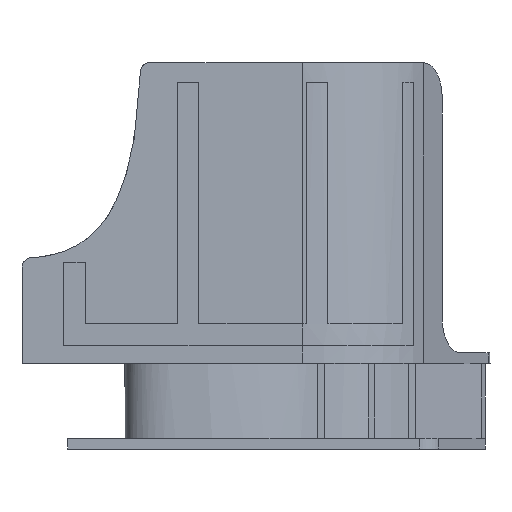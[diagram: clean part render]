
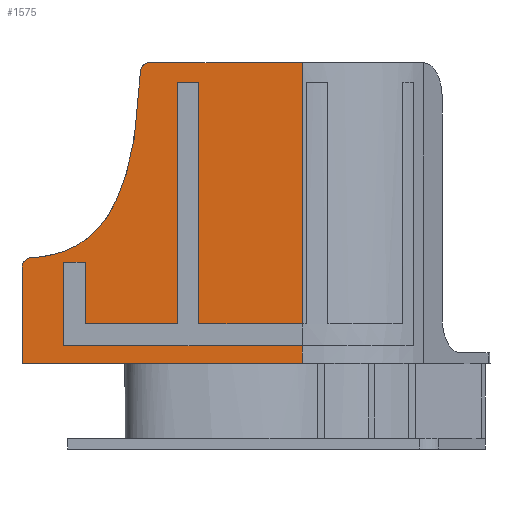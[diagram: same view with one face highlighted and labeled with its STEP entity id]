
A CAD part, top view. The second image highlights one B-rep face of the part: STEP entity #1575.
In plain terms, the highlighted planar face has unit normal (0, 0, 1).
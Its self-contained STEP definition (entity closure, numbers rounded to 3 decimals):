
#48=(
BOUNDED_CURVE()
B_SPLINE_CURVE(5,(#3168,#3169,#3170,#3171,#3172,#3173,#3174,#3175,#3176,
#3177),.UNSPECIFIED.,.F.,.F.)
B_SPLINE_CURVE_WITH_KNOTS((6,1,1,1,1,6),(-0.955,-0.8,-0.6,-0.4,
-0.2,-0.028),.UNSPECIFIED.)
CURVE()
GEOMETRIC_REPRESENTATION_ITEM()
RATIONAL_B_SPLINE_CURVE((1.,1.,1.,1.,1.,1.,1.,1.,1.,1.))
REPRESENTATION_ITEM('')
);
#83=B_SPLINE_CURVE_WITH_KNOTS('',3,(#3160,#3161,#3162,#3163,#3164,#3165,
#3166),.UNSPECIFIED.,.F.,.F.,(4,3,4),(0.,0.191,0.334),
 .UNSPECIFIED.);
#84=B_SPLINE_CURVE_WITH_KNOTS('',3,(#3179,#3180,#3181,#3182,#3183,#3184,
#3185,#3186,#3187,#3188),.UNSPECIFIED.,.F.,.F.,(4,2,2,2,4),(0.,0.079,
0.161,0.249,0.339),.UNSPECIFIED.);
#133=FACE_OUTER_BOUND('',#218,.T.);
#218=EDGE_LOOP('',(#1197,#1198,#1199,#1200,#1201,#1202,#1203,#1204,#1205,
#1206,#1207,#1208,#1209,#1210,#1211,#1212,#1213));
#351=LINE('',#2833,#508);
#361=LINE('',#3102,#518);
#365=LINE('',#3110,#522);
#368=LINE('',#3116,#525);
#371=LINE('',#3122,#528);
#374=LINE('',#3128,#531);
#377=LINE('',#3134,#534);
#380=LINE('',#3140,#537);
#386=LINE('',#3152,#543);
#387=LINE('',#3154,#544);
#388=LINE('',#3156,#545);
#389=LINE('',#3158,#546);
#390=LINE('',#3189,#547);
#391=LINE('',#3190,#548);
#508=VECTOR('',#1855,10.);
#518=VECTOR('',#1875,10.);
#522=VECTOR('',#1881,10.);
#525=VECTOR('',#1886,10.);
#528=VECTOR('',#1891,10.);
#531=VECTOR('',#1896,10.);
#534=VECTOR('',#1901,10.);
#537=VECTOR('',#1906,10.);
#543=VECTOR('',#1916,10.);
#544=VECTOR('',#1917,10.);
#545=VECTOR('',#1918,10.);
#546=VECTOR('',#1919,10.);
#547=VECTOR('',#1920,10.);
#548=VECTOR('',#1921,10.);
#677=VERTEX_POINT('',#2830);
#678=VERTEX_POINT('',#2832);
#692=VERTEX_POINT('',#3100);
#693=VERTEX_POINT('',#3101);
#696=VERTEX_POINT('',#3109);
#698=VERTEX_POINT('',#3115);
#700=VERTEX_POINT('',#3121);
#702=VERTEX_POINT('',#3127);
#704=VERTEX_POINT('',#3133);
#706=VERTEX_POINT('',#3139);
#710=VERTEX_POINT('',#3151);
#711=VERTEX_POINT('',#3153);
#712=VERTEX_POINT('',#3155);
#713=VERTEX_POINT('',#3157);
#714=VERTEX_POINT('',#3159);
#715=VERTEX_POINT('',#3167);
#716=VERTEX_POINT('',#3178);
#853=EDGE_CURVE('',#678,#677,#351,.T.);
#871=EDGE_CURVE('',#692,#693,#361,.T.);
#875=EDGE_CURVE('',#693,#696,#365,.T.);
#878=EDGE_CURVE('',#696,#698,#368,.T.);
#881=EDGE_CURVE('',#698,#700,#371,.T.);
#884=EDGE_CURVE('',#700,#702,#374,.T.);
#887=EDGE_CURVE('',#702,#704,#377,.T.);
#890=EDGE_CURVE('',#704,#706,#380,.T.);
#896=EDGE_CURVE('',#710,#692,#386,.T.);
#897=EDGE_CURVE('',#706,#711,#387,.T.);
#898=EDGE_CURVE('',#711,#712,#388,.T.);
#899=EDGE_CURVE('',#713,#712,#389,.T.);
#900=EDGE_CURVE('',#714,#713,#83,.T.);
#901=EDGE_CURVE('',#714,#715,#48,.T.);
#902=EDGE_CURVE('',#716,#715,#84,.T.);
#903=EDGE_CURVE('',#678,#716,#390,.T.);
#904=EDGE_CURVE('',#677,#710,#391,.T.);
#1197=ORIENTED_EDGE('',*,*,#896,.T.);
#1198=ORIENTED_EDGE('',*,*,#871,.T.);
#1199=ORIENTED_EDGE('',*,*,#875,.T.);
#1200=ORIENTED_EDGE('',*,*,#878,.T.);
#1201=ORIENTED_EDGE('',*,*,#881,.T.);
#1202=ORIENTED_EDGE('',*,*,#884,.T.);
#1203=ORIENTED_EDGE('',*,*,#887,.T.);
#1204=ORIENTED_EDGE('',*,*,#890,.T.);
#1205=ORIENTED_EDGE('',*,*,#897,.T.);
#1206=ORIENTED_EDGE('',*,*,#898,.T.);
#1207=ORIENTED_EDGE('',*,*,#899,.F.);
#1208=ORIENTED_EDGE('',*,*,#900,.F.);
#1209=ORIENTED_EDGE('',*,*,#901,.T.);
#1210=ORIENTED_EDGE('',*,*,#902,.F.);
#1211=ORIENTED_EDGE('',*,*,#903,.F.);
#1212=ORIENTED_EDGE('',*,*,#853,.T.);
#1213=ORIENTED_EDGE('',*,*,#904,.T.);
#1515=PLANE('',#1684);
#1575=ADVANCED_FACE('',(#133),#1515,.T.);
#1684=AXIS2_PLACEMENT_3D('',#3150,#1914,#1915);
#1855=DIRECTION('',(1.,0.,0.));
#1875=DIRECTION('',(0.,1.,0.));
#1881=DIRECTION('',(1.,0.,0.));
#1886=DIRECTION('',(0.,-1.,0.));
#1891=DIRECTION('',(1.,0.,0.));
#1896=DIRECTION('',(0.,1.,0.));
#1901=DIRECTION('',(1.,0.,0.));
#1906=DIRECTION('',(0.,-1.,0.));
#1914=DIRECTION('center_axis',(0.,0.,1.));
#1915=DIRECTION('ref_axis',(1.,0.,0.));
#1916=DIRECTION('',(-1.,0.,0.));
#1917=DIRECTION('',(1.,0.,0.));
#1918=DIRECTION('',(0.,1.,0.));
#1919=DIRECTION('',(1.,0.,0.));
#1920=DIRECTION('',(0.,1.,0.));
#1921=DIRECTION('',(0.,1.,0.));
#2830=CARTESIAN_POINT('',(30.633,0.,51.196));
#2832=CARTESIAN_POINT('',(-33.217,0.,51.196));
#2833=CARTESIAN_POINT('',(-33.217,0.,51.196));
#3100=CARTESIAN_POINT('',(-23.717,4.,51.196));
#3101=CARTESIAN_POINT('',(-23.717,23.,51.196));
#3102=CARTESIAN_POINT('',(-23.717,11.5,51.196));
#3109=CARTESIAN_POINT('',(-18.817,23.,51.196));
#3110=CARTESIAN_POINT('',(-26.017,23.,51.196));
#3115=CARTESIAN_POINT('',(-18.817,9.,51.196));
#3116=CARTESIAN_POINT('',(-18.817,4.5,51.196));
#3121=CARTESIAN_POINT('',(2.183,9.,51.196));
#3122=CARTESIAN_POINT('',(-15.517,9.,51.196));
#3127=CARTESIAN_POINT('',(2.183,64.,51.196));
#3128=CARTESIAN_POINT('',(2.183,32.,51.196));
#3133=CARTESIAN_POINT('',(7.083,64.,51.196));
#3134=CARTESIAN_POINT('',(-13.067,64.,51.196));
#3139=CARTESIAN_POINT('',(7.083,9.,51.196));
#3140=CARTESIAN_POINT('',(7.083,4.5,51.196));
#3150=CARTESIAN_POINT('Origin',(-33.217,0.,51.196));
#3151=CARTESIAN_POINT('',(30.633,4.,51.196));
#3152=CARTESIAN_POINT('',(-28.467,4.,51.196));
#3153=CARTESIAN_POINT('',(30.633,9.,51.196));
#3154=CARTESIAN_POINT('',(-1.292,9.,51.196));
#3155=CARTESIAN_POINT('',(30.633,68.5,51.196));
#3156=CARTESIAN_POINT('',(30.633,0.,51.196));
#3157=CARTESIAN_POINT('',(-4.093,68.5,51.196));
#3158=CARTESIAN_POINT('',(-33.217,68.5,51.196));
#3159=CARTESIAN_POINT('',(-6.242,66.4,51.196));
#3160=CARTESIAN_POINT('Ctrl Pts',(-6.242,66.4,51.196));
#3161=CARTESIAN_POINT('Ctrl Pts',(-6.227,67.033,51.196));
#3162=CARTESIAN_POINT('Ctrl Pts',(-5.914,67.654,51.196));
#3163=CARTESIAN_POINT('Ctrl Pts',(-5.417,68.044,51.196));
#3164=CARTESIAN_POINT('Ctrl Pts',(-5.044,68.337,51.196));
#3165=CARTESIAN_POINT('Ctrl Pts',(-4.568,68.5,51.196));
#3166=CARTESIAN_POINT('Ctrl Pts',(-4.093,68.5,51.196));
#3167=CARTESIAN_POINT('',(-31.038,24.063,51.196));
#3168=CARTESIAN_POINT('Ctrl Pts',(-6.242,66.4,51.196));
#3169=CARTESIAN_POINT('Ctrl Pts',(-6.277,64.912,51.196));
#3170=CARTESIAN_POINT('Ctrl Pts',(-6.424,61.345,51.196));
#3171=CARTESIAN_POINT('Ctrl Pts',(-6.906,55.222,51.196));
#3172=CARTESIAN_POINT('Ctrl Pts',(-8.196,46.075,51.196));
#3173=CARTESIAN_POINT('Ctrl Pts',(-11.553,35.11,51.196));
#3174=CARTESIAN_POINT('Ctrl Pts',(-17.009,28.096,51.196));
#3175=CARTESIAN_POINT('Ctrl Pts',(-23.263,25.078,51.196));
#3176=CARTESIAN_POINT('Ctrl Pts',(-28.418,24.219,51.196));
#3177=CARTESIAN_POINT('Ctrl Pts',(-31.038,24.063,51.196));
#3178=CARTESIAN_POINT('',(-33.217,21.9,51.196));
#3179=CARTESIAN_POINT('Ctrl Pts',(-33.217,21.9,51.196));
#3180=CARTESIAN_POINT('Ctrl Pts',(-33.217,22.162,51.196));
#3181=CARTESIAN_POINT('Ctrl Pts',(-33.166,22.421,51.196));
#3182=CARTESIAN_POINT('Ctrl Pts',(-32.964,22.918,51.196));
#3183=CARTESIAN_POINT('Ctrl Pts',(-32.813,23.148,51.196));
#3184=CARTESIAN_POINT('Ctrl Pts',(-32.419,23.557,51.196));
#3185=CARTESIAN_POINT('Ctrl Pts',(-32.176,23.727,51.196));
#3186=CARTESIAN_POINT('Ctrl Pts',(-31.634,23.973,51.196));
#3187=CARTESIAN_POINT('Ctrl Pts',(-31.339,24.045,51.196));
#3188=CARTESIAN_POINT('Ctrl Pts',(-31.038,24.063,51.196));
#3189=CARTESIAN_POINT('',(-33.217,0.,51.196));
#3190=CARTESIAN_POINT('',(30.633,0.,51.196));
